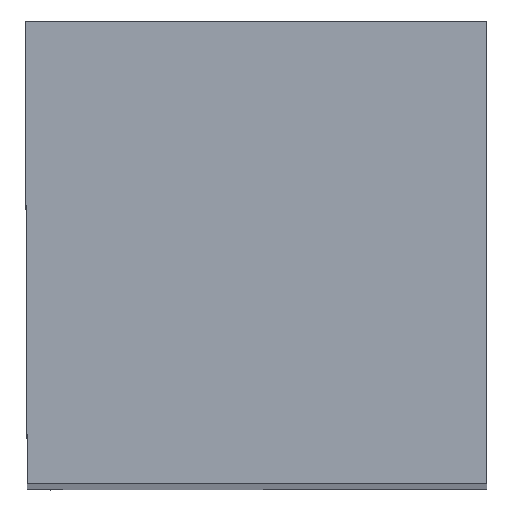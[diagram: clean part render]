
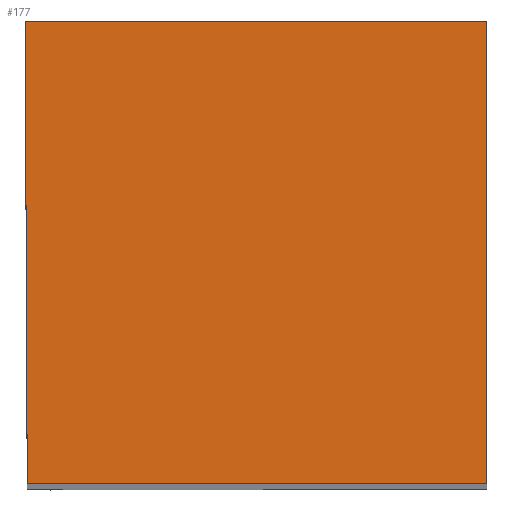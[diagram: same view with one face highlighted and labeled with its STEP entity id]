
A CAD part, top view. The second image highlights one B-rep face of the part: STEP entity #177.
In plain terms, the highlighted planar face has unit normal (0, 0, 1).
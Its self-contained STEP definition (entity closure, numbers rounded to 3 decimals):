
#177=ADVANCED_FACE('',(#234),#211,.T.);
#211=PLANE('',#794);
#234=FACE_OUTER_BOUND('',#259,.T.);
#259=EDGE_LOOP('',(#356,#357,#358,#359));
#356=ORIENTED_EDGE('',*,*,#548,.T.);
#357=ORIENTED_EDGE('',*,*,#540,.T.);
#358=ORIENTED_EDGE('',*,*,#549,.T.);
#359=ORIENTED_EDGE('',*,*,#546,.F.);
#477=VERTEX_POINT('',#1114);
#478=VERTEX_POINT('',#1116);
#480=VERTEX_POINT('',#1125);
#481=VERTEX_POINT('',#1127);
#540=EDGE_CURVE('',#478,#477,#614,.T.);
#546=EDGE_CURVE('',#480,#481,#618,.T.);
#548=EDGE_CURVE('',#480,#478,#620,.T.);
#549=EDGE_CURVE('',#477,#481,#621,.T.);
#614=LINE('',#1115,#667);
#618=LINE('',#1126,#671);
#620=LINE('',#1130,#673);
#621=LINE('',#1132,#674);
#667=VECTOR('',#901,1.);
#671=VECTOR('',#913,1.);
#673=VECTOR('',#917,1.);
#674=VECTOR('',#920,1.);
#794=AXIS2_PLACEMENT_3D('',#1134,#923,#924);
#901=DIRECTION('',(-1.,0.,0.));
#913=DIRECTION('',(-1.,0.,0.));
#917=DIRECTION('',(0.,1.,0.));
#920=DIRECTION('',(0.004,-1.,0.));
#923=DIRECTION('',(0.,0.,1.));
#924=DIRECTION('',(-1.,0.,0.));
#1114=CARTESIAN_POINT('',(0.,15.825,0.));
#1115=CARTESIAN_POINT('',(17.875,15.825,0.));
#1116=CARTESIAN_POINT('',(15.825,15.825,0.));
#1125=CARTESIAN_POINT('',(15.825,0.,0.));
#1126=CARTESIAN_POINT('',(17.875,0.,0.));
#1127=CARTESIAN_POINT('',(0.069,0.,0.));
#1130=CARTESIAN_POINT('',(15.825,-2.,0.));
#1132=CARTESIAN_POINT('',(-0.009,17.834,0.));
#1134=CARTESIAN_POINT('',(-2.,17.825,0.));
